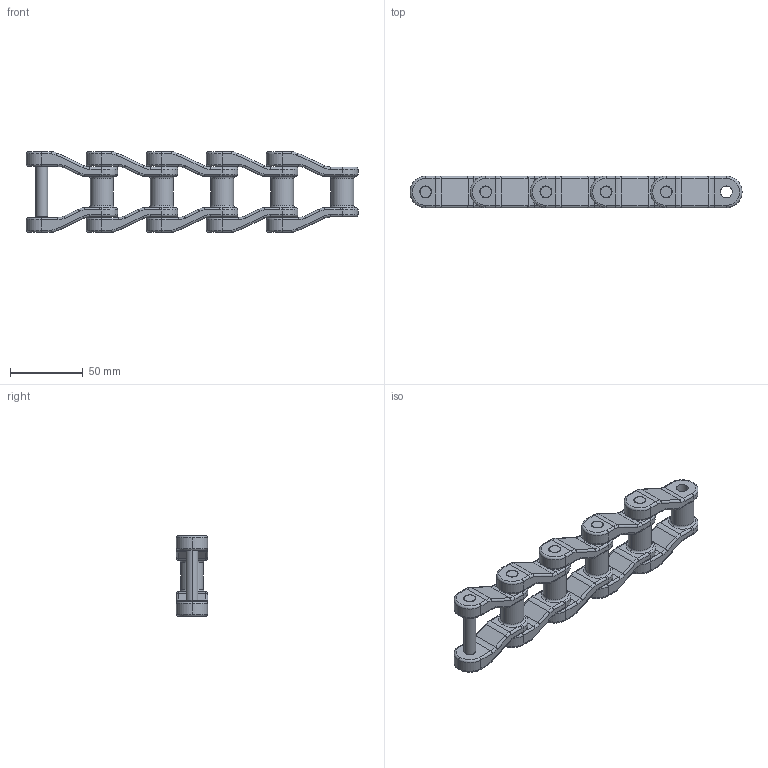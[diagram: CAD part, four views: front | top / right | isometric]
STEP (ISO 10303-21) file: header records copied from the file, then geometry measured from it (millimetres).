
FILE_DESCRIPTION (( 'STEP AP214' ), '1' );
FILE_NAME ('Rexnord-NH45-10145309.step', '2019-01-18T14:13:46', ( '' ), ( '' ), 'SwSTEP 2.0', 'SolidWorks 2018', '' );
FILE_SCHEMA (( 'AUTOMOTIVE_DESIGN' ));
Length unit declared in the file: millimetre
Products named in the file (3): Rexnord-NH45-10145309_NH45; Rexnord-NH45-10145309_PIN; Rexnord-NH45-10145309
Assembly tree (10 placements, depth 2):
  Rexnord-NH45-10145309
    Rexnord-NH45-10145309_NH45  x5
    Rexnord-NH45-10145309_PIN  x5
Bounding box: 228.09 x 21.59 x 55.37 mm (x, y, z)
Volume: 122304.5 mm3; surface area: 52131.5 mm2
Topology: 10 solids, 10 shells, 555 faces, 1285 edges, 750 vertices
Faces by surface type: cylinder 250, torus 155, plane 105, cone 25, bspline 20
Entity records: 3373 total; most frequent: DIRECTION 637, CARTESIAN_POINT 605, ORIENTED_EDGE 514, AXIS2_PLACEMENT_3D 270, EDGE_CURVE 257, CIRCLE 150, VERTEX_POINT 150, EDGE_LOOP 117
